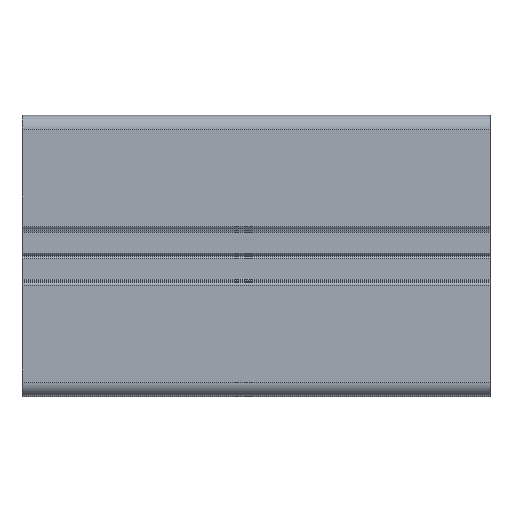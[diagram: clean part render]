
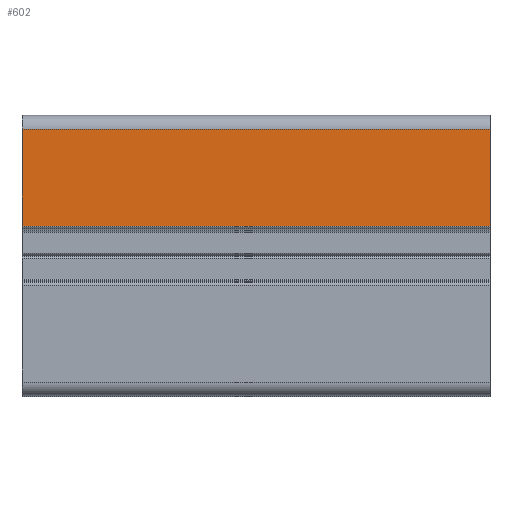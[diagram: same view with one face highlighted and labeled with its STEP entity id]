
A CAD part, top view. The second image highlights one B-rep face of the part: STEP entity #602.
In plain terms, the highlighted planar face has unit normal (0, 0, 1).
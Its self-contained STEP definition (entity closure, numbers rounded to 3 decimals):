
#121 = CARTESIAN_POINT ( 'NONE',  ( 59.184, 81.898, 30. ) ) ;
#323 = EDGE_CURVE ( 'NONE', #6671, #4199, #3989, .T. ) ;
#410 = CARTESIAN_POINT ( 'NONE',  ( -40.816, 81.898, 30. ) ) ;
#453 = CARTESIAN_POINT ( 'NONE',  ( 59.184, 61.198, 30. ) ) ;
#602 = ADVANCED_FACE ( 'NONE', ( #4837 ), #8452, .F. ) ;
#824 = AXIS2_PLACEMENT_3D ( 'NONE', #1626, #1733, #5526 ) ;
#1202 = CARTESIAN_POINT ( 'NONE',  ( 59.184, 81.898, 30. ) ) ;
#1423 = CARTESIAN_POINT ( 'NONE',  ( 59.184, 81.898, 30. ) ) ;
#1626 = CARTESIAN_POINT ( 'NONE',  ( 59.184, 81.898, 30. ) ) ;
#1733 = DIRECTION ( 'NONE',  ( 0., 0., -1. ) ) ;
#1844 = CARTESIAN_POINT ( 'NONE',  ( -40.816, 61.198, 30. ) ) ;
#2169 = VECTOR ( 'NONE', #6427, 1000. ) ;
#2355 = VECTOR ( 'NONE', #5834, 1000. ) ;
#3064 = ORIENTED_EDGE ( 'NONE', *, *, #3468, .T. ) ;
#3468 = EDGE_CURVE ( 'NONE', #6671, #5980, #6447, .T. ) ;
#3623 = DIRECTION ( 'NONE',  ( 0., -1., 0. ) ) ;
#3777 = ORIENTED_EDGE ( 'NONE', *, *, #323, .F. ) ;
#3821 = CARTESIAN_POINT ( 'NONE',  ( 59.184, 61.198, 30. ) ) ;
#3989 = LINE ( 'NONE', #1423, #5409 ) ;
#4199 = VERTEX_POINT ( 'NONE', #3821 ) ;
#4756 = VECTOR ( 'NONE', #3623, 1000. ) ;
#4837 = FACE_OUTER_BOUND ( 'NONE', #5791, .T. ) ;
#5409 = VECTOR ( 'NONE', #9820, 1000. ) ;
#5526 = DIRECTION ( 'NONE',  ( -1., 0., 0. ) ) ;
#5791 = EDGE_LOOP ( 'NONE', ( #8735, #6629, #3777, #3064 ) ) ;
#5834 = DIRECTION ( 'NONE',  ( -1., 0., 0. ) ) ;
#5862 = CARTESIAN_POINT ( 'NONE',  ( -40.816, 81.898, 30. ) ) ;
#5980 = VERTEX_POINT ( 'NONE', #410 ) ;
#6047 = LINE ( 'NONE', #5862, #4756 ) ;
#6427 = DIRECTION ( 'NONE',  ( -1., 0., 0. ) ) ;
#6447 = LINE ( 'NONE', #1202, #2169 ) ;
#6629 = ORIENTED_EDGE ( 'NONE', *, *, #8162, .F. ) ;
#6671 = VERTEX_POINT ( 'NONE', #121 ) ;
#7968 = VERTEX_POINT ( 'NONE', #1844 ) ;
#8027 = EDGE_CURVE ( 'NONE', #5980, #7968, #6047, .T. ) ;
#8162 = EDGE_CURVE ( 'NONE', #4199, #7968, #8312, .T. ) ;
#8312 = LINE ( 'NONE', #453, #2355 ) ;
#8452 = PLANE ( 'NONE',  #824 ) ;
#8735 = ORIENTED_EDGE ( 'NONE', *, *, #8027, .T. ) ;
#9820 = DIRECTION ( 'NONE',  ( 0., -1., 0. ) ) ;
